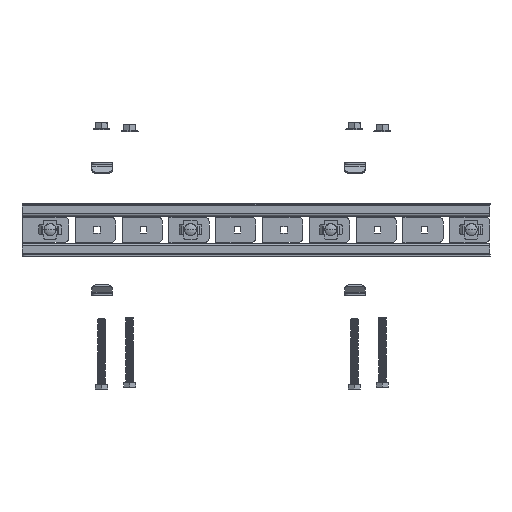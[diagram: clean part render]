
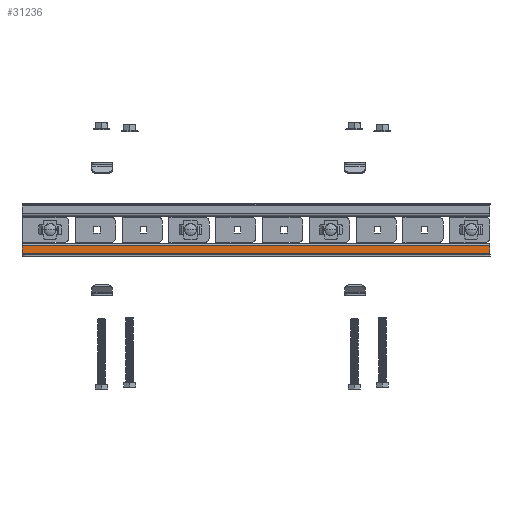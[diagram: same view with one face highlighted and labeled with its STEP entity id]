
A CAD part, left-side view. The second image highlights one B-rep face of the part: STEP entity #31236.
In plain terms, the highlighted face is planar.
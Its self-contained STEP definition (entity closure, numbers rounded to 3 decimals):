
#1817 = FACE_OUTER_BOUND ( 'NONE', #23268, .T. ) ;
#1854 = ORIENTED_EDGE ( 'NONE', *, *, #19579, .T. ) ;
#4381 = CARTESIAN_POINT ( 'NONE',  ( -28., -250., 18.5 ) ) ;
#4479 = ORIENTED_EDGE ( 'NONE', *, *, #22709, .T. ) ;
#5357 = VECTOR ( 'NONE', #12684, 1000. ) ;
#6348 = VECTOR ( 'NONE', #31008, 1000. ) ;
#7245 = LINE ( 'NONE', #17939, #5357 ) ;
#10550 = VERTEX_POINT ( 'NONE', #26013 ) ;
#11701 = CARTESIAN_POINT ( 'NONE',  ( -28., 250., 18.5 ) ) ;
#12233 = DIRECTION ( 'NONE',  ( 1., 0., 0. ) ) ;
#12684 = DIRECTION ( 'NONE',  ( 0., -1., 0. ) ) ;
#12759 = AXIS2_PLACEMENT_3D ( 'NONE', #34483, #15931, #20378 ) ;
#15768 = VERTEX_POINT ( 'NONE', #24672 ) ;
#15931 = DIRECTION ( 'NONE',  ( 0., 0., -1. ) ) ;
#17075 = VECTOR ( 'NONE', #28144, 1000. ) ;
#17517 = LINE ( 'NONE', #4381, #17075 ) ;
#17939 = CARTESIAN_POINT ( 'NONE',  ( -17., 250., 18.5 ) ) ;
#18396 = VERTEX_POINT ( 'NONE', #30215 ) ;
#19579 = EDGE_CURVE ( 'NONE', #33557, #10550, #17517, .T. ) ;
#19807 = EDGE_CURVE ( 'NONE', #15768, #18396, #25507, .T. ) ;
#19871 = VECTOR ( 'NONE', #12233, 1000. ) ;
#20324 = ORIENTED_EDGE ( 'NONE', *, *, #24535, .F. ) ;
#20344 = CARTESIAN_POINT ( 'NONE',  ( -25.5, 250., 18.5 ) ) ;
#20378 = DIRECTION ( 'NONE',  ( -1., 0., 0. ) ) ;
#21873 = CARTESIAN_POINT ( 'NONE',  ( -25.5, -250., 18.5 ) ) ;
#22709 = EDGE_CURVE ( 'NONE', #15768, #33557, #33978, .T. ) ;
#23268 = EDGE_LOOP ( 'NONE', ( #1854, #20324, #34492, #4479 ) ) ;
#24535 = EDGE_CURVE ( 'NONE', #18396, #10550, #7245, .T. ) ;
#24672 = CARTESIAN_POINT ( 'NONE',  ( -25.5, 250., 18.5 ) ) ;
#25507 = LINE ( 'NONE', #11701, #19871 ) ;
#26013 = CARTESIAN_POINT ( 'NONE',  ( -17., -250., 18.5 ) ) ;
#28144 = DIRECTION ( 'NONE',  ( 1., 0., 0. ) ) ;
#28576 = PLANE ( 'NONE',  #12759 ) ;
#30215 = CARTESIAN_POINT ( 'NONE',  ( -17., 250., 18.5 ) ) ;
#31008 = DIRECTION ( 'NONE',  ( 0., -1., 0. ) ) ;
#31236 = ADVANCED_FACE ( 'NONE', ( #1817 ), #28576, .F. ) ;
#33557 = VERTEX_POINT ( 'NONE', #21873 ) ;
#33978 = LINE ( 'NONE', #20344, #6348 ) ;
#34483 = CARTESIAN_POINT ( 'NONE',  ( -28., 250., 18.5 ) ) ;
#34492 = ORIENTED_EDGE ( 'NONE', *, *, #19807, .F. ) ;
